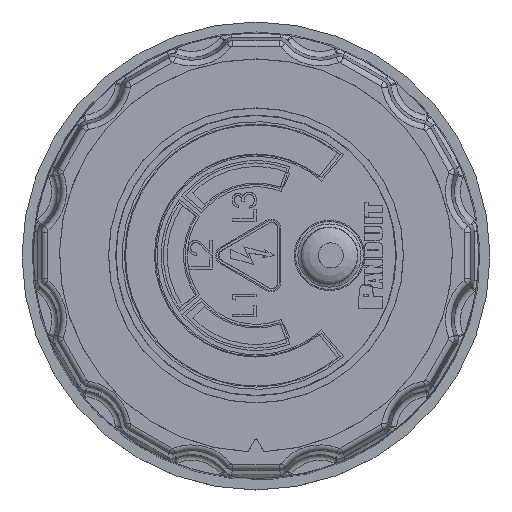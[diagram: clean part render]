
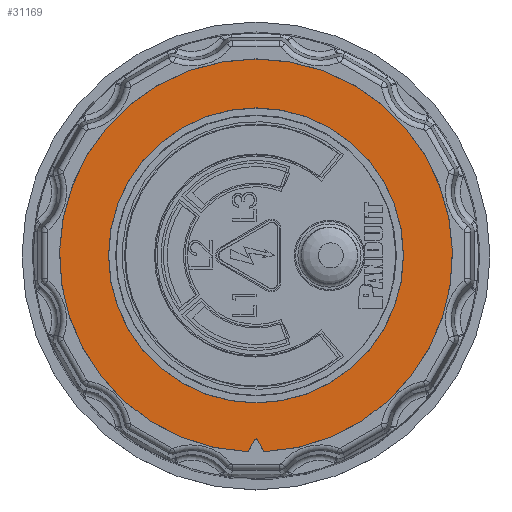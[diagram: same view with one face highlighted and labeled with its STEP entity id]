
A CAD part, top view. The second image highlights one B-rep face of the part: STEP entity #31169.
In plain terms, the highlighted face is planar.
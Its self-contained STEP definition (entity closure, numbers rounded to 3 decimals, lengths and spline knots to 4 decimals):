
#25250=FACE_BOUND('',#38516,.T.);
#25251=FACE_BOUND('',#38517,.T.);
#27238=B_SPLINE_CURVE_WITH_KNOTS('',3,(#119497,#119498,#119499,#119500,
#119501,#119502,#119503,#119504,#119505,#119506,#119507,#119508,#119509),
 .UNSPECIFIED.,.F.,.F.,(4,3,3,3,4),(0.,0.3094,0.6188,
0.928,1.),.UNSPECIFIED.);
#27239=B_SPLINE_CURVE_WITH_KNOTS('',3,(#119510,#119511,#119512,#119513,
#119514,#119515,#119516,#119517,#119518,#119519,#119520,#119521,#119522),
 .UNSPECIFIED.,.F.,.F.,(4,3,3,3,4),(0.,0.3091,0.6183,
0.9275,1.),.UNSPECIFIED.);
#29045=CIRCLE('',#77264,0.8395);
#29046=CIRCLE('',#77266,0.6305);
#31169=ADVANCED_FACE('',(#25250,#25251),#33585,.T.);
#33585=PLANE('',#77269);
#38516=EDGE_LOOP('',(#46386,#46387,#46388,#46389,#46390,#46391));
#38517=EDGE_LOOP('',(#46392));
#41030=ELLIPSE('',#77268,0.005,0.005);
#46386=ORIENTED_EDGE('',*,*,#64422,.T.);
#46387=ORIENTED_EDGE('',*,*,#64423,.T.);
#46388=ORIENTED_EDGE('',*,*,#64418,.F.);
#46389=ORIENTED_EDGE('',*,*,#64424,.T.);
#46390=ORIENTED_EDGE('',*,*,#64425,.F.);
#46391=ORIENTED_EDGE('',*,*,#64426,.T.);
#46392=ORIENTED_EDGE('',*,*,#64421,.F.);
#58668=VERTEX_POINT('',#119474);
#58669=VERTEX_POINT('',#119475);
#58670=VERTEX_POINT('',#119492);
#58671=VERTEX_POINT('',#119495);
#58672=VERTEX_POINT('',#119496);
#58673=VERTEX_POINT('',#119523);
#58674=VERTEX_POINT('',#119525);
#64418=EDGE_CURVE('',#58668,#58669,#29045,.T.);
#64421=EDGE_CURVE('',#58670,#58670,#29046,.T.);
#64422=EDGE_CURVE('',#58671,#58672,#69985,.T.);
#64423=EDGE_CURVE('',#58672,#58669,#27238,.T.);
#64424=EDGE_CURVE('',#58668,#58673,#27239,.T.);
#64425=EDGE_CURVE('',#58674,#58673,#69986,.T.);
#64426=EDGE_CURVE('',#58674,#58671,#41030,.T.);
#69985=LINE('',#119494,#73151);
#69986=LINE('',#119524,#73152);
#73151=VECTOR('',#84030,1.);
#73152=VECTOR('',#84031,1.);
#77264=AXIS2_PLACEMENT_3D('',#119473,#84022,#84023);
#77266=AXIS2_PLACEMENT_3D('',#119491,#84026,#84027);
#77268=AXIS2_PLACEMENT_3D('',#119526,#84032,#84033);
#77269=AXIS2_PLACEMENT_3D('',#119527,#84034,#84035);
#84022=DIRECTION('',(1.,0.,0.));
#84023=DIRECTION('',(0.,0.,1.));
#84026=DIRECTION('',(-1.,0.,0.));
#84027=DIRECTION('',(0.,0.,1.));
#84030=DIRECTION('',(0.,-0.5,-0.866));
#84031=DIRECTION('',(0.,0.5,-0.866));
#84032=DIRECTION('',(1.,0.,0.));
#84033=DIRECTION('',(0.,0.,-1.));
#84034=DIRECTION('',(-1.,0.,0.));
#84035=DIRECTION('',(0.,0.,1.));
#119473=CARTESIAN_POINT('',(0.015,0.,0.));
#119474=CARTESIAN_POINT('',(0.015,0.0373,-0.8386));
#119475=CARTESIAN_POINT('',(0.015,-0.0373,-0.8386));
#119491=CARTESIAN_POINT('',(0.015,0.,0.));
#119492=CARTESIAN_POINT('',(0.015,0.,0.6305));
#119494=CARTESIAN_POINT('',(0.015,-0.0349,-0.8399));
#119495=CARTESIAN_POINT('',(0.015,-0.0043,-0.787));
#119496=CARTESIAN_POINT('',(0.015,-0.0327,-0.8362));
#119497=CARTESIAN_POINT('',(0.015,-0.0327,-0.8362));
#119498=CARTESIAN_POINT('',(0.015,-0.033,-0.8366));
#119499=CARTESIAN_POINT('',(0.015,-0.0334,-0.8371));
#119500=CARTESIAN_POINT('',(0.015,-0.0338,-0.8374));
#119501=CARTESIAN_POINT('',(0.015,-0.0342,-0.8378));
#119502=CARTESIAN_POINT('',(0.015,-0.0347,-0.8381));
#119503=CARTESIAN_POINT('',(0.015,-0.0352,-0.8383));
#119504=CARTESIAN_POINT('',(0.015,-0.0358,-0.8385));
#119505=CARTESIAN_POINT('',(0.015,-0.0363,-0.8386));
#119506=CARTESIAN_POINT('',(0.015,-0.0369,-0.8387));
#119507=CARTESIAN_POINT('',(0.015,-0.037,-0.8387));
#119508=CARTESIAN_POINT('',(0.015,-0.0371,-0.8387));
#119509=CARTESIAN_POINT('',(0.015,-0.0373,-0.8386));
#119510=CARTESIAN_POINT('',(0.015,0.0373,-0.8386));
#119511=CARTESIAN_POINT('',(0.015,0.0367,-0.8387));
#119512=CARTESIAN_POINT('',(0.015,0.0361,-0.8386));
#119513=CARTESIAN_POINT('',(0.015,0.0356,-0.8384));
#119514=CARTESIAN_POINT('',(0.015,0.0351,-0.8383));
#119515=CARTESIAN_POINT('',(0.015,0.0346,-0.838));
#119516=CARTESIAN_POINT('',(0.015,0.0341,-0.8377));
#119517=CARTESIAN_POINT('',(0.015,0.0337,-0.8374));
#119518=CARTESIAN_POINT('',(0.015,0.0333,-0.837));
#119519=CARTESIAN_POINT('',(0.015,0.0329,-0.8365));
#119520=CARTESIAN_POINT('',(0.015,0.0329,-0.8364));
#119521=CARTESIAN_POINT('',(0.015,0.0328,-0.8363));
#119522=CARTESIAN_POINT('',(0.015,0.0327,-0.8362));
#119523=CARTESIAN_POINT('',(0.015,0.0327,-0.8362));
#119524=CARTESIAN_POINT('',(0.015,-0.3375,-0.1949));
#119525=CARTESIAN_POINT('',(0.015,0.0043,-0.787));
#119526=CARTESIAN_POINT('',(0.015,0.,-0.7895));
#119527=CARTESIAN_POINT('',(0.015,0.,0.));
